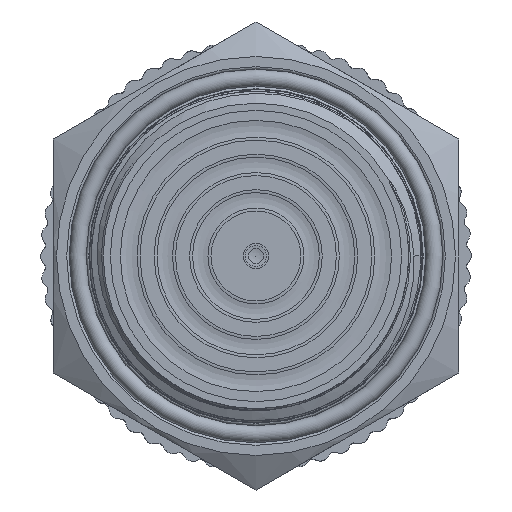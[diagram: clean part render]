
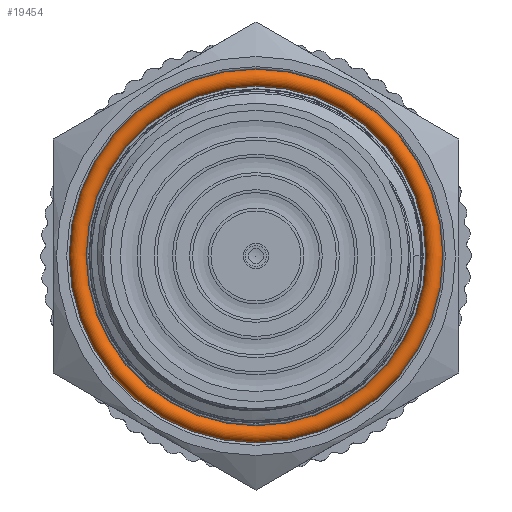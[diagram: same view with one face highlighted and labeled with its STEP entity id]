
A CAD part, left-side view. The second image highlights one B-rep face of the part: STEP entity #19454.
In plain terms, the highlighted toroidal (fillet/blend) face has major radius 14.075 mm and minor radius 0.675 mm.
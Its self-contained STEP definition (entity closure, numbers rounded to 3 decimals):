
#857=TOROIDAL_SURFACE('',#20562,14.075,0.675);
#2222=FACE_OUTER_BOUND('',#3370,.T.);
#3370=EDGE_LOOP('',(#18200,#18201,#18202,#18203));
#3823=CIRCLE('',#20563,0.675);
#3824=CIRCLE('',#20564,13.4);
#9299=VERTEX_POINT('',#67816);
#12266=EDGE_CURVE('',#9299,#9299,#3823,.T.);
#12267=EDGE_CURVE('',#9299,#9299,#3824,.T.);
#18200=ORIENTED_EDGE('',*,*,#12266,.F.);
#18201=ORIENTED_EDGE('',*,*,#12267,.T.);
#18202=ORIENTED_EDGE('',*,*,#12266,.T.);
#18203=ORIENTED_EDGE('',*,*,#12267,.F.);
#19454=ADVANCED_FACE('',(#2222),#857,.T.);
#20562=AXIS2_PLACEMENT_3D('',#67815,#23676,#23677);
#20563=AXIS2_PLACEMENT_3D('',#67817,#23678,#23679);
#20564=AXIS2_PLACEMENT_3D('',#67818,#23680,#23681);
#23676=DIRECTION('center_axis',(1.,0.,0.));
#23677=DIRECTION('ref_axis',(0.,0.,-1.));
#23678=DIRECTION('center_axis',(0.,-1.,0.));
#23679=DIRECTION('ref_axis',(0.,0.,1.));
#23680=DIRECTION('center_axis',(-1.,0.,0.));
#23681=DIRECTION('ref_axis',(0.,0.,-1.));
#67815=CARTESIAN_POINT('Origin',(17.2,0.,0.));
#67816=CARTESIAN_POINT('',(17.2,0.,13.4));
#67817=CARTESIAN_POINT('Origin',(17.2,0.,14.075));
#67818=CARTESIAN_POINT('Origin',(17.2,0.,0.));
